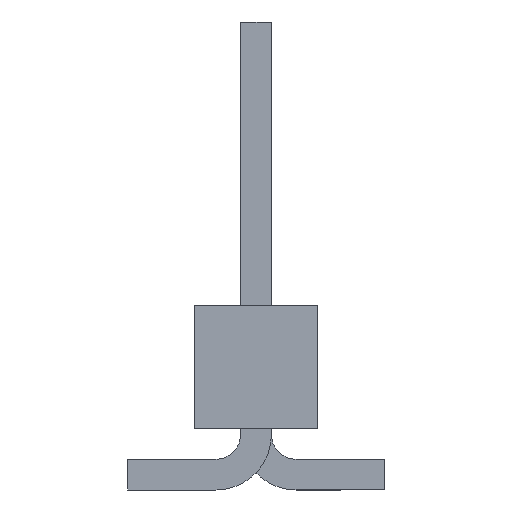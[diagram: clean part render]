
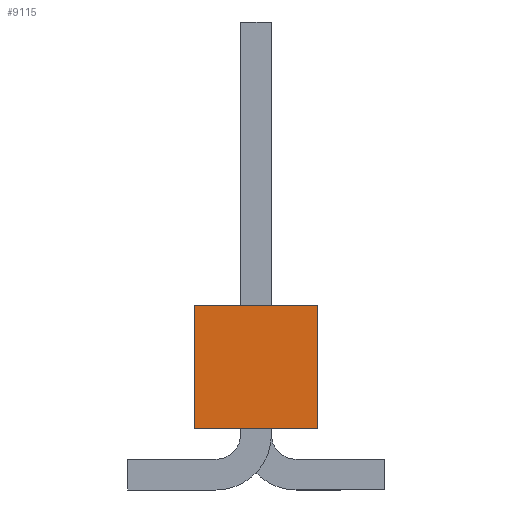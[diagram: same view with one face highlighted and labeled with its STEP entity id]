
A CAD part, left-side view. The second image highlights one B-rep face of the part: STEP entity #9115.
In plain terms, the highlighted planar face has unit normal (-1, 0, 0).
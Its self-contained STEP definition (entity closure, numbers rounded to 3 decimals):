
#1358 = VERTEX_POINT('',#1359);
#1359 = CARTESIAN_POINT('',(-48.26,1.27,-1.27));
#1365 = EDGE_CURVE('',#1358,#1366,#1368,.T.);
#1366 = VERTEX_POINT('',#1367);
#1367 = CARTESIAN_POINT('',(-48.26,1.27,1.27));
#1368 = LINE('',#1369,#1370);
#1369 = CARTESIAN_POINT('',(-48.26,1.27,-1.27));
#1370 = VECTOR('',#1371,1.);
#1371 = DIRECTION('',(0.,0.,1.));
#7418 = VERTEX_POINT('',#7419);
#7419 = CARTESIAN_POINT('',(-48.26,-1.27,1.27));
#7425 = EDGE_CURVE('',#7426,#7418,#7428,.T.);
#7426 = VERTEX_POINT('',#7427);
#7427 = CARTESIAN_POINT('',(-48.26,-1.27,-1.27));
#7428 = LINE('',#7429,#7430);
#7429 = CARTESIAN_POINT('',(-48.26,-1.27,-1.27));
#7430 = VECTOR('',#7431,1.);
#7431 = DIRECTION('',(0.,0.,1.));
#7454 = EDGE_CURVE('',#1358,#7426,#7455,.T.);
#7455 = LINE('',#7456,#7457);
#7456 = CARTESIAN_POINT('',(-48.26,1.27,-1.27));
#7457 = VECTOR('',#7458,1.);
#7458 = DIRECTION('',(0.,-1.,0.));
#9104 = EDGE_CURVE('',#1366,#7418,#9105,.T.);
#9105 = LINE('',#9106,#9107);
#9106 = CARTESIAN_POINT('',(-48.26,1.27,1.27));
#9107 = VECTOR('',#9108,1.);
#9108 = DIRECTION('',(0.,-1.,0.));
#9115 = ADVANCED_FACE('',(#9116),#9122,.F.);
#9116 = FACE_BOUND('',#9117,.T.);
#9117 = EDGE_LOOP('',(#9118,#9119,#9120,#9121));
#9118 = ORIENTED_EDGE('',*,*,#7425,.T.);
#9119 = ORIENTED_EDGE('',*,*,#9104,.F.);
#9120 = ORIENTED_EDGE('',*,*,#1365,.F.);
#9121 = ORIENTED_EDGE('',*,*,#7454,.T.);
#9122 = PLANE('',#9123);
#9123 = AXIS2_PLACEMENT_3D('',#9124,#9125,#9126);
#9124 = CARTESIAN_POINT('',(-48.26,1.27,-1.27));
#9125 = DIRECTION('',(1.,0.,0.));
#9126 = DIRECTION('',(0.,0.,-1.));
